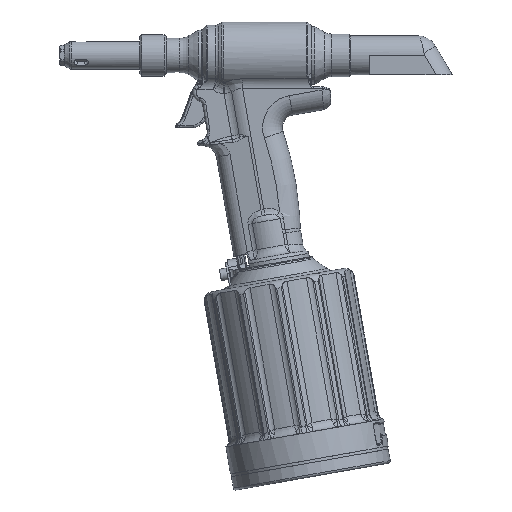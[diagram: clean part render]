
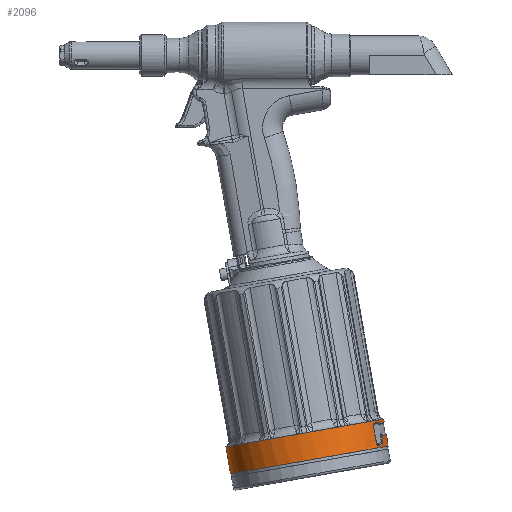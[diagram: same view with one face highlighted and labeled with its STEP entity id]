
A CAD part, front view. The second image highlights one B-rep face of the part: STEP entity #2096.
In plain terms, the highlighted cylindrical face has radius 55.309 mm (diameter 110.617 mm), a partial arc.
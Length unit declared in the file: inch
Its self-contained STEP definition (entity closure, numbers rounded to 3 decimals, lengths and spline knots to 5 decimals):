
#545=CYLINDRICAL_SURFACE('',#12265,2.1775);
#1627=B_SPLINE_CURVE_WITH_KNOTS('',3,(#17950,#17951,#17952,#17953),
 .UNSPECIFIED.,.F.,.F.,(4,4),(0.,1.),.UNSPECIFIED.);
#1628=B_SPLINE_CURVE_WITH_KNOTS('',3,(#17957,#17958,#17959,#17960),
 .UNSPECIFIED.,.F.,.F.,(4,4),(0.,1.),.UNSPECIFIED.);
#1629=B_SPLINE_CURVE_WITH_KNOTS('',3,(#17964,#17965,#17966,#17967),
 .UNSPECIFIED.,.F.,.F.,(4,4),(0.,1.),.UNSPECIFIED.);
#1630=B_SPLINE_CURVE_WITH_KNOTS('',3,(#17971,#17972,#17973,#17974),
 .UNSPECIFIED.,.F.,.F.,(4,4),(0.,1.),.UNSPECIFIED.);
#1631=B_SPLINE_CURVE_WITH_KNOTS('',3,(#17978,#17979,#17980,#17981),
 .UNSPECIFIED.,.F.,.F.,(4,4),(0.,1.),.UNSPECIFIED.);
#1632=B_SPLINE_CURVE_WITH_KNOTS('',3,(#17983,#17984,#17985,#17986),
 .UNSPECIFIED.,.F.,.F.,(4,4),(0.,1.),.UNSPECIFIED.);
#1633=B_SPLINE_CURVE_WITH_KNOTS('',3,(#17990,#17991,#17992,#17993,#17994,
#17995),.UNSPECIFIED.,.F.,.F.,(4,2,4),(0.,0.5,1.),.UNSPECIFIED.);
#1634=B_SPLINE_CURVE_WITH_KNOTS('',3,(#17997,#17998,#17999,#18000),
 .UNSPECIFIED.,.F.,.F.,(4,4),(0.,1.),.UNSPECIFIED.);
#2096=ADVANCED_FACE('',(#2994,#2995),#545,.T.);
#2994=FACE_BOUND('',#3156,.T.);
#2995=FACE_BOUND('',#3157,.T.);
#3156=EDGE_LOOP('',(#5008,#5009,#5010,#5011,#5012,#5013,#5014,#5015,#5016,
#5017,#5018,#5019,#5020,#5021));
#3157=EDGE_LOOP('',(#5022,#5023,#5024,#5025,#5026));
#3995=CIRCLE('',#12163,2.1775);
#4064=CIRCLE('',#12260,2.1775);
#4065=CIRCLE('',#12261,2.1775);
#4066=CIRCLE('',#12262,2.1775);
#4067=CIRCLE('',#12263,2.1775);
#4068=CIRCLE('',#12264,2.1775);
#5008=ORIENTED_EDGE('',*,*,#9662,.T.);
#5009=ORIENTED_EDGE('',*,*,#9663,.T.);
#5010=ORIENTED_EDGE('',*,*,#9664,.T.);
#5011=ORIENTED_EDGE('',*,*,#9665,.T.);
#5012=ORIENTED_EDGE('',*,*,#9666,.T.);
#5013=ORIENTED_EDGE('',*,*,#9667,.T.);
#5014=ORIENTED_EDGE('',*,*,#9668,.T.);
#5015=ORIENTED_EDGE('',*,*,#9669,.T.);
#5016=ORIENTED_EDGE('',*,*,#9670,.T.);
#5017=ORIENTED_EDGE('',*,*,#9671,.T.);
#5018=ORIENTED_EDGE('',*,*,#9672,.T.);
#5019=ORIENTED_EDGE('',*,*,#9673,.T.);
#5020=ORIENTED_EDGE('',*,*,#9674,.T.);
#5021=ORIENTED_EDGE('',*,*,#9675,.T.);
#5022=ORIENTED_EDGE('',*,*,#9676,.T.);
#5023=ORIENTED_EDGE('',*,*,#9677,.T.);
#5024=ORIENTED_EDGE('',*,*,#9454,.T.);
#5025=ORIENTED_EDGE('',*,*,#9678,.T.);
#5026=ORIENTED_EDGE('',*,*,#9679,.T.);
#8355=VERTEX_POINT('',#16772);
#8361=VERTEX_POINT('',#16784);
#8551=VERTEX_POINT('',#17948);
#8552=VERTEX_POINT('',#17949);
#8553=VERTEX_POINT('',#17954);
#8554=VERTEX_POINT('',#17956);
#8555=VERTEX_POINT('',#17961);
#8556=VERTEX_POINT('',#17963);
#8557=VERTEX_POINT('',#17968);
#8558=VERTEX_POINT('',#17970);
#8559=VERTEX_POINT('',#17975);
#8560=VERTEX_POINT('',#17977);
#8561=VERTEX_POINT('',#17982);
#8562=VERTEX_POINT('',#17987);
#8563=VERTEX_POINT('',#17989);
#8564=VERTEX_POINT('',#17996);
#8565=VERTEX_POINT('',#18002);
#8566=VERTEX_POINT('',#18003);
#8567=VERTEX_POINT('',#18006);
#9454=EDGE_CURVE('',#8355,#8361,#3995,.T.);
#9662=EDGE_CURVE('',#8551,#8552,#4064,.T.);
#9663=EDGE_CURVE('',#8552,#8553,#1627,.T.);
#9664=EDGE_CURVE('',#8553,#8554,#11225,.T.);
#9665=EDGE_CURVE('',#8554,#8555,#1628,.T.);
#9666=EDGE_CURVE('',#8555,#8556,#4065,.T.);
#9667=EDGE_CURVE('',#8556,#8557,#1629,.T.);
#9668=EDGE_CURVE('',#8557,#8558,#11226,.T.);
#9669=EDGE_CURVE('',#8558,#8559,#1630,.T.);
#9670=EDGE_CURVE('',#8559,#8560,#4066,.T.);
#9671=EDGE_CURVE('',#8560,#8561,#1631,.T.);
#9672=EDGE_CURVE('',#8561,#8562,#1632,.T.);
#9673=EDGE_CURVE('',#8562,#8563,#11227,.T.);
#9674=EDGE_CURVE('',#8563,#8564,#1633,.T.);
#9675=EDGE_CURVE('',#8564,#8551,#1634,.T.);
#9676=EDGE_CURVE('',#8565,#8566,#11228,.T.);
#9677=EDGE_CURVE('',#8566,#8355,#4067,.T.);
#9678=EDGE_CURVE('',#8361,#8567,#11229,.T.);
#9679=EDGE_CURVE('',#8567,#8565,#4068,.T.);
#11225=LINE('',#17955,#11704);
#11226=LINE('',#17969,#11705);
#11227=LINE('',#17988,#11706);
#11228=LINE('',#18001,#11707);
#11229=LINE('',#18005,#11708);
#11704=VECTOR('',#13777,1.);
#11705=VECTOR('',#13780,1.);
#11706=VECTOR('',#13783,1.);
#11707=VECTOR('',#13784,1.);
#11708=VECTOR('',#13787,1.);
#12163=AXIS2_PLACEMENT_3D('',#16785,#13550,#13551);
#12260=AXIS2_PLACEMENT_3D('',#17947,#13775,#13776);
#12261=AXIS2_PLACEMENT_3D('',#17962,#13778,#13779);
#12262=AXIS2_PLACEMENT_3D('',#17976,#13781,#13782);
#12263=AXIS2_PLACEMENT_3D('',#18004,#13785,#13786);
#12264=AXIS2_PLACEMENT_3D('',#18007,#13788,#13789);
#12265=AXIS2_PLACEMENT_3D('',#18008,#13790,#13791);
#13550=DIRECTION('',(-0.174,0.,0.985));
#13551=DIRECTION('',(0.,1.,0.));
#13775=DIRECTION('',(0.174,0.,-0.985));
#13776=DIRECTION('',(0.,1.,0.));
#13777=DIRECTION('',(-0.174,0.,0.985));
#13778=DIRECTION('',(-0.174,0.,0.985));
#13779=DIRECTION('',(0.,-1.,0.));
#13780=DIRECTION('',(0.174,0.,-0.985));
#13781=DIRECTION('',(0.174,0.,-0.985));
#13782=DIRECTION('',(0.,1.,0.));
#13783=DIRECTION('',(0.174,0.,-0.985));
#13784=DIRECTION('',(0.174,0.,-0.985));
#13785=DIRECTION('',(-0.174,0.,0.985));
#13786=DIRECTION('',(0.,1.,0.));
#13787=DIRECTION('',(-0.174,0.,0.985));
#13788=DIRECTION('',(0.174,0.,-0.985));
#13789=DIRECTION('',(0.,1.,0.));
#13790=DIRECTION('',(0.174,0.,-0.985));
#13791=DIRECTION('',(0.,-1.,0.));
#16772=CARTESIAN_POINT('',(1.67375,1.72506,-11.21233));
#16784=CARTESIAN_POINT('',(2.83102,2.17207,-11.00827));
#16785=CARTESIAN_POINT('',(2.98235,0.,-10.98159));
#17947=CARTESIAN_POINT('',(2.97089,0.,-10.91659));
#17948=CARTESIAN_POINT('',(4.9557,-0.82435,-10.56661));
#17949=CARTESIAN_POINT('',(4.85533,-1.03922,-10.58431));
#17950=CARTESIAN_POINT('',(4.85533,-1.03922,-10.58431));
#17951=CARTESIAN_POINT('',(4.83277,-1.0814,-10.58829));
#17952=CARTESIAN_POINT('',(4.80619,-1.11498,-10.554));
#17953=CARTESIAN_POINT('',(4.79792,-1.11498,-10.50711));
#17954=CARTESIAN_POINT('',(4.79792,-1.11498,-10.50711));
#17955=CARTESIAN_POINT('',(5.29895,-1.11498,-13.3486));
#17956=CARTESIAN_POINT('',(4.72152,-1.11498,-10.0738));
#17957=CARTESIAN_POINT('',(4.72152,-1.11498,-10.0738));
#17958=CARTESIAN_POINT('',(4.71325,-1.11498,-10.02693));
#17959=CARTESIAN_POINT('',(4.72649,-1.08141,-9.9856));
#17960=CARTESIAN_POINT('',(4.74906,-1.03922,-9.98162));
#17961=CARTESIAN_POINT('',(4.74906,-1.03922,-9.98162));
#17962=CARTESIAN_POINT('',(2.86462,0.,-10.3139));
#17963=CARTESIAN_POINT('',(4.74906,1.03922,-9.98162));
#17964=CARTESIAN_POINT('',(4.74906,1.03922,-9.98162));
#17965=CARTESIAN_POINT('',(4.7265,1.0814,-9.9856));
#17966=CARTESIAN_POINT('',(4.71325,1.11498,-10.02691));
#17967=CARTESIAN_POINT('',(4.72152,1.11498,-10.0738));
#17968=CARTESIAN_POINT('',(4.72152,1.11498,-10.0738));
#17969=CARTESIAN_POINT('',(5.29895,1.11498,-13.3486));
#17970=CARTESIAN_POINT('',(4.75486,1.11498,-10.26288));
#17971=CARTESIAN_POINT('',(4.75486,1.11498,-10.26288));
#17972=CARTESIAN_POINT('',(4.76312,1.11498,-10.30975));
#17973=CARTESIAN_POINT('',(4.7897,1.08141,-10.34406));
#17974=CARTESIAN_POINT('',(4.81227,1.03922,-10.34008));
#17975=CARTESIAN_POINT('',(4.81227,1.03922,-10.34008));
#17976=CARTESIAN_POINT('',(2.92782,0.,-10.67236));
#17977=CARTESIAN_POINT('',(4.95477,-0.71081,-10.31495));
#17978=CARTESIAN_POINT('',(4.95477,-0.71081,-10.31495));
#17979=CARTESIAN_POINT('',(4.9546,-0.71131,-10.31498));
#17980=CARTESIAN_POINT('',(4.95443,-0.71182,-10.31502));
#17981=CARTESIAN_POINT('',(4.95427,-0.71232,-10.31508));
#17982=CARTESIAN_POINT('',(4.95427,-0.71232,-10.31508));
#17983=CARTESIAN_POINT('',(4.95427,-0.71232,-10.31508));
#17984=CARTESIAN_POINT('',(4.94985,-0.72562,-10.31654));
#17985=CARTESIAN_POINT('',(4.94773,-0.73726,-10.32871));
#17986=CARTESIAN_POINT('',(4.95008,-0.73734,-10.34219));
#17987=CARTESIAN_POINT('',(4.95008,-0.73734,-10.34219));
#17988=CARTESIAN_POINT('',(5.47472,-0.73734,-13.31761));
#17989=CARTESIAN_POINT('',(4.97369,-0.73734,-10.47612));
#17990=CARTESIAN_POINT('',(4.97369,-0.73734,-10.47612));
#17991=CARTESIAN_POINT('',(4.97781,-0.73734,-10.49948));
#17992=CARTESIAN_POINT('',(4.97818,-0.74679,-10.5209));
#17993=CARTESIAN_POINT('',(4.9719,-0.77877,-10.55414));
#17994=CARTESIAN_POINT('',(4.96603,-0.79811,-10.56371));
#17995=CARTESIAN_POINT('',(4.95716,-0.82069,-10.56628));
#17996=CARTESIAN_POINT('',(4.95716,-0.82069,-10.56628));
#17997=CARTESIAN_POINT('',(4.95716,-0.82069,-10.56628));
#17998=CARTESIAN_POINT('',(4.95668,-0.82191,-10.56641));
#17999=CARTESIAN_POINT('',(4.95619,-0.82313,-10.56653));
#18000=CARTESIAN_POINT('',(4.9557,-0.82435,-10.56661));
#18001=CARTESIAN_POINT('',(1.6627,1.78931,-10.64362));
#18002=CARTESIAN_POINT('',(1.63096,1.78931,-10.46362));
#18003=CARTESIAN_POINT('',(1.76029,1.78931,-11.19707));
#18004=CARTESIAN_POINT('',(2.98235,0.,-10.98159));
#18005=CARTESIAN_POINT('',(3.30566,2.17207,-13.70008));
#18006=CARTESIAN_POINT('',(2.70169,2.17207,-10.27482));
#18007=CARTESIAN_POINT('',(2.85302,0.,-10.24814));
#18008=CARTESIAN_POINT('',(3.45699,0.,-13.67339));
